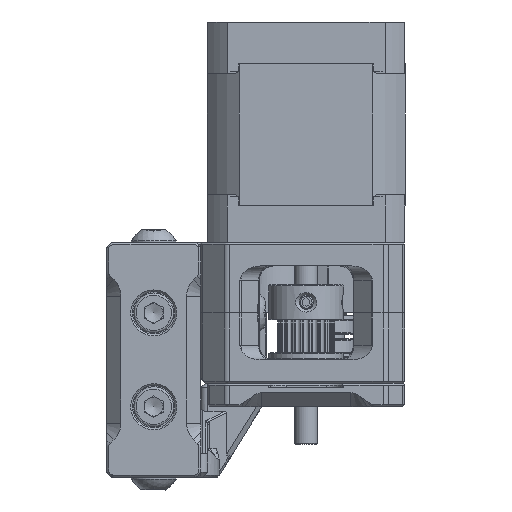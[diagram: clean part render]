
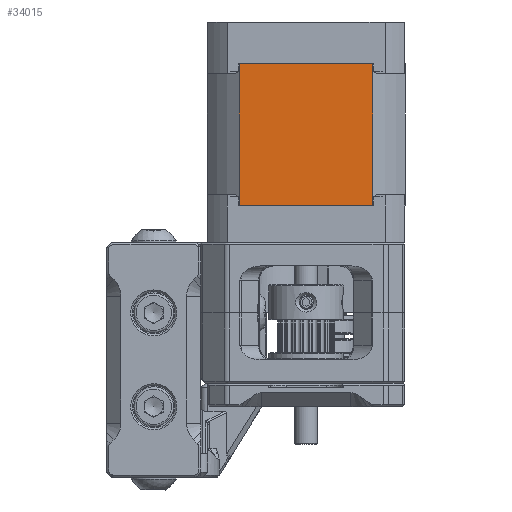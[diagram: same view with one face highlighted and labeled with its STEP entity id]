
A CAD part, front view. The second image highlights one B-rep face of the part: STEP entity #34015.
In plain terms, the highlighted planar face has unit normal (0, -1, 0).
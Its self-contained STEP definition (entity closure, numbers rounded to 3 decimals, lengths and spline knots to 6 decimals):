
#2983=LINE('',#63991,#5369);
#2989=LINE('',#64017,#5375);
#3003=LINE('',#64060,#5389);
#3005=LINE('',#64064,#5391);
#3007=LINE('',#64070,#5393);
#3059=LINE('',#64259,#5445);
#3060=LINE('',#64265,#5446);
#3061=LINE('',#64269,#5447);
#3063=LINE('',#64276,#5449);
#3065=LINE('',#64281,#5451);
#3066=LINE('',#64283,#5452);
#3073=LINE('',#64312,#5459);
#5369=VECTOR('',#48032,1.);
#5375=VECTOR('',#48060,1.);
#5389=VECTOR('',#48100,1.);
#5391=VECTOR('',#48104,1.);
#5393=VECTOR('',#48110,1.);
#5445=VECTOR('',#48304,1.);
#5446=VECTOR('',#48311,1.);
#5447=VECTOR('',#48316,1.);
#5449=VECTOR('',#48322,1.);
#5451=VECTOR('',#48328,1.);
#5452=VECTOR('',#48331,1.);
#5459=VECTOR('',#48364,1.);
#6559=PLANE('',#38889);
#17258=ORIENTED_EDGE('',*,*,#22391,.T.);
#17259=ORIENTED_EDGE('',*,*,#22393,.T.);
#17260=ORIENTED_EDGE('',*,*,#22400,.T.);
#17261=ORIENTED_EDGE('',*,*,#22388,.T.);
#17262=ORIENTED_EDGE('',*,*,#22399,.T.);
#17263=ORIENTED_EDGE('',*,*,#22396,.T.);
#17264=ORIENTED_EDGE('',*,*,#22413,.T.);
#17265=ORIENTED_EDGE('',*,*,#22297,.T.);
#17266=ORIENTED_EDGE('',*,*,#22294,.F.);
#17267=ORIENTED_EDGE('',*,*,#22270,.F.);
#17268=ORIENTED_EDGE('',*,*,#22257,.F.);
#17269=ORIENTED_EDGE('',*,*,#22292,.T.);
#22257=EDGE_CURVE('',#25566,#25567,#2983,.T.);
#22270=EDGE_CURVE('',#25567,#25576,#2989,.T.);
#22292=EDGE_CURVE('',#25566,#25591,#3003,.T.);
#22294=EDGE_CURVE('',#25576,#25593,#3005,.T.);
#22297=EDGE_CURVE('',#25595,#25593,#3007,.T.);
#22388=EDGE_CURVE('',#25661,#25660,#3059,.T.);
#22391=EDGE_CURVE('',#25591,#25662,#3060,.T.);
#22393=EDGE_CURVE('',#25662,#25663,#3061,.T.);
#22396=EDGE_CURVE('',#25667,#25666,#3063,.T.);
#22399=EDGE_CURVE('',#25660,#25667,#3065,.T.);
#22400=EDGE_CURVE('',#25663,#25661,#3066,.T.);
#22413=EDGE_CURVE('',#25666,#25595,#3073,.T.);
#25566=VERTEX_POINT('',#63990);
#25567=VERTEX_POINT('',#63992);
#25576=VERTEX_POINT('',#64018);
#25591=VERTEX_POINT('',#64059);
#25593=VERTEX_POINT('',#64065);
#25595=VERTEX_POINT('',#64071);
#25660=VERTEX_POINT('',#64258);
#25661=VERTEX_POINT('',#64260);
#25662=VERTEX_POINT('',#64264);
#25663=VERTEX_POINT('',#64268);
#25666=VERTEX_POINT('',#64275);
#25667=VERTEX_POINT('',#64277);
#28597=EDGE_LOOP('',(#17258,#17259,#17260,#17261,#17262,#17263,#17264,#17265,
#17266,#17267,#17268,#17269));
#31381=FACE_BOUND('',#28597,.T.);
#34015=ADVANCED_FACE('',(#31381),#6559,.T.);
#38889=AXIS2_PLACEMENT_3D('',#64311,#48362,#48363);
#48032=DIRECTION('',(-1.,0.,0.));
#48060=DIRECTION('',(0.,0.,1.));
#48100=DIRECTION('',(0.,0.,-1.));
#48104=DIRECTION('',(1.,0.,0.));
#48110=DIRECTION('',(0.,0.,-1.));
#48304=DIRECTION('',(0.,0.,1.));
#48311=DIRECTION('',(1.,0.,0.));
#48316=DIRECTION('',(0.,0.,1.));
#48322=DIRECTION('',(0.,0.,1.));
#48328=DIRECTION('',(-1.,0.,0.));
#48331=DIRECTION('',(1.,0.,0.));
#48362=DIRECTION('',(0.,-1.,0.));
#48363=DIRECTION('',(0.,0.,1.));
#48364=DIRECTION('',(-1.,0.,0.));
#63990=CARTESIAN_POINT('',(-0.169606,-0.2276,0.0229));
#63991=CARTESIAN_POINT('',(-0.175478,-0.2276,0.0229));
#63992=CARTESIAN_POINT('',(-0.17533,-0.2276,0.0229));
#64017=CARTESIAN_POINT('',(-0.17533,-0.2276,0.0229));
#64018=CARTESIAN_POINT('',(-0.17533,-0.2276,0.0531));
#64059=CARTESIAN_POINT('',(-0.169606,-0.2276,0.0228));
#64060=CARTESIAN_POINT('',(-0.169606,-0.2276,0.0229));
#64064=CARTESIAN_POINT('',(-0.169605,-0.2276,0.0531));
#64065=CARTESIAN_POINT('',(-0.169606,-0.2276,0.0531));
#64070=CARTESIAN_POINT('',(-0.169606,-0.2276,0.0229));
#64071=CARTESIAN_POINT('',(-0.169606,-0.2276,0.0532));
#64258=CARTESIAN_POINT('',(-0.14687,-0.2276,0.0531));
#64259=CARTESIAN_POINT('',(-0.14687,-0.2276,0.0229));
#64260=CARTESIAN_POINT('',(-0.14687,-0.2276,0.0229));
#64264=CARTESIAN_POINT('',(-0.152594,-0.2276,0.0228));
#64265=CARTESIAN_POINT('',(-0.146869,-0.2276,0.0228));
#64268=CARTESIAN_POINT('',(-0.152594,-0.2276,0.0229));
#64269=CARTESIAN_POINT('',(-0.152594,-0.2276,0.0229));
#64275=CARTESIAN_POINT('',(-0.152594,-0.2276,0.0532));
#64276=CARTESIAN_POINT('',(-0.152594,-0.2276,0.0229));
#64277=CARTESIAN_POINT('',(-0.152594,-0.2276,0.0531));
#64281=CARTESIAN_POINT('',(-0.146869,-0.2276,0.0531));
#64283=CARTESIAN_POINT('',(-0.146869,-0.2276,0.0229));
#64311=CARTESIAN_POINT('',(-0.146869,-0.2276,0.022799));
#64312=CARTESIAN_POINT('',(-0.146869,-0.2276,0.0532));
